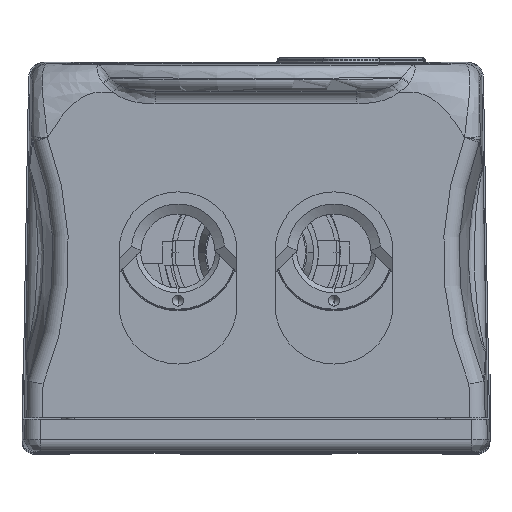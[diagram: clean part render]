
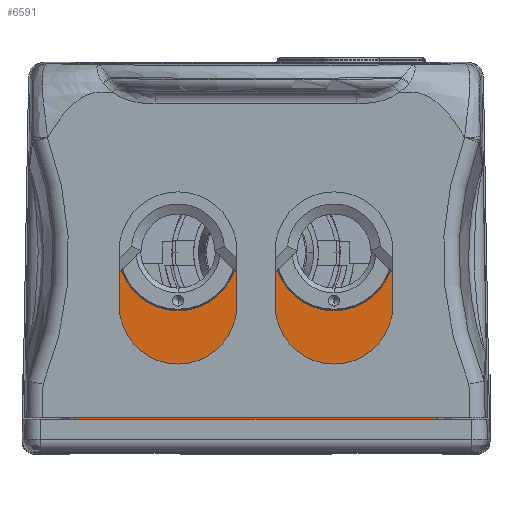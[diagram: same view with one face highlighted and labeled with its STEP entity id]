
A CAD part, top view. The second image highlights one B-rep face of the part: STEP entity #6591.
In plain terms, the highlighted face is planar.
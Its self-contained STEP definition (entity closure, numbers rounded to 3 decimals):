
#525=DIRECTION('',(0.,0.,-1.));
#526=VECTOR('',#525,23.244);
#527=CARTESIAN_POINT('',(2.7,2.1,11.622));
#528=LINE('',#527,#526);
#1918=DIRECTION('',(0.,0.,1.));
#1919=VECTOR('',#1918,22.539);
#1920=CARTESIAN_POINT('',(2.7,22.2,-11.27));
#1921=LINE('',#1920,#1919);
#1950=DIRECTION('',(0.,1.,-0.018));
#1951=VECTOR('',#1950,20.103);
#1952=CARTESIAN_POINT('',(2.7,2.1,11.622));
#1953=LINE('',#1952,#1951);
#1969=CARTESIAN_POINT('',(2.7,12.9,5.));
#1970=DIRECTION('',(-1.,0.,0.));
#1971=DIRECTION('',(0.,0.,1.));
#1972=AXIS2_PLACEMENT_3D('',#1969,#1970,#1971);
#1974=CARTESIAN_POINT('',(2.7,12.9,5.));
#1975=DIRECTION('',(-1.,0.,0.));
#1976=DIRECTION('',(0.,0.,-1.));
#1977=AXIS2_PLACEMENT_3D('',#1974,#1975,#1976);
#1979=CARTESIAN_POINT('',(2.7,12.9,-5.));
#1980=DIRECTION('',(-1.,0.,0.));
#1981=DIRECTION('',(0.,1.,0.));
#1982=AXIS2_PLACEMENT_3D('',#1979,#1980,#1981);
#1984=CARTESIAN_POINT('',(2.7,12.9,-5.));
#1985=DIRECTION('',(-1.,0.,0.));
#1986=DIRECTION('',(0.,-1.,0.));
#1987=AXIS2_PLACEMENT_3D('',#1984,#1985,#1986);
#2034=DIRECTION('',(0.,1.,0.018));
#2035=VECTOR('',#2034,20.103);
#2036=CARTESIAN_POINT('',(2.7,2.1,-11.622));
#2037=LINE('',#2036,#2035);
#2741=CARTESIAN_POINT('',(2.7,22.2,-11.27));
#2742=CARTESIAN_POINT('',(2.7,22.2,11.27));
#2743=VERTEX_POINT('',#2741);
#2744=VERTEX_POINT('',#2742);
#2749=CARTESIAN_POINT('',(2.7,2.1,11.622));
#2750=CARTESIAN_POINT('',(2.7,2.1,-11.622));
#2751=VERTEX_POINT('',#2749);
#2752=VERTEX_POINT('',#2750);
#2858=CARTESIAN_POINT('',(2.7,12.9,8.8));
#2859=CARTESIAN_POINT('',(2.7,12.9,1.2));
#2860=VERTEX_POINT('',#2858);
#2861=VERTEX_POINT('',#2859);
#2904=CARTESIAN_POINT('',(2.7,16.7,-5.));
#2905=CARTESIAN_POINT('',(2.7,9.1,-5.));
#2906=VERTEX_POINT('',#2904);
#2907=VERTEX_POINT('',#2905);
#6567=CARTESIAN_POINT('',(2.7,22.7,12.08));
#6568=DIRECTION('',(1.,0.,0.));
#6569=DIRECTION('',(0.,0.,-1.));
#6570=AXIS2_PLACEMENT_3D('',#6567,#6568,#6569);
#6571=PLANE('',#6570);
#6572=ORIENTED_EDGE('',*,*,#6509,.T.);
#6573=ORIENTED_EDGE('',*,*,#6559,.F.);
#6574=ORIENTED_EDGE('',*,*,#3942,.T.);
#6576=ORIENTED_EDGE('',*,*,#6575,.T.);
#6577=EDGE_LOOP('',(#6572,#6573,#6574,#6576));
#6578=FACE_OUTER_BOUND('',#6577,.F.);
#6580=ORIENTED_EDGE('',*,*,#6579,.T.);
#6582=ORIENTED_EDGE('',*,*,#6581,.T.);
#6583=EDGE_LOOP('',(#6580,#6582));
#6584=FACE_BOUND('',#6583,.F.);
#6586=ORIENTED_EDGE('',*,*,#6585,.T.);
#6588=ORIENTED_EDGE('',*,*,#6587,.T.);
#6589=EDGE_LOOP('',(#6586,#6588));
#6590=FACE_BOUND('',#6589,.F.);
#6591=ADVANCED_FACE('',(#6578,#6584,#6590),#6571,.F.);
#1973=CIRCLE('',#1972,3.8);
#1978=CIRCLE('',#1977,3.8);
#1983=CIRCLE('',#1982,3.8);
#1988=CIRCLE('',#1987,3.8);
#3942=EDGE_CURVE('',#2751,#2752,#528,.T.);
#6509=EDGE_CURVE('',#2743,#2744,#1921,.T.);
#6559=EDGE_CURVE('',#2751,#2744,#1953,.T.);
#6575=EDGE_CURVE('',#2752,#2743,#2037,.T.);
#6579=EDGE_CURVE('',#2906,#2907,#1983,.T.);
#6581=EDGE_CURVE('',#2907,#2906,#1988,.T.);
#6585=EDGE_CURVE('',#2860,#2861,#1973,.T.);
#6587=EDGE_CURVE('',#2861,#2860,#1978,.T.);
